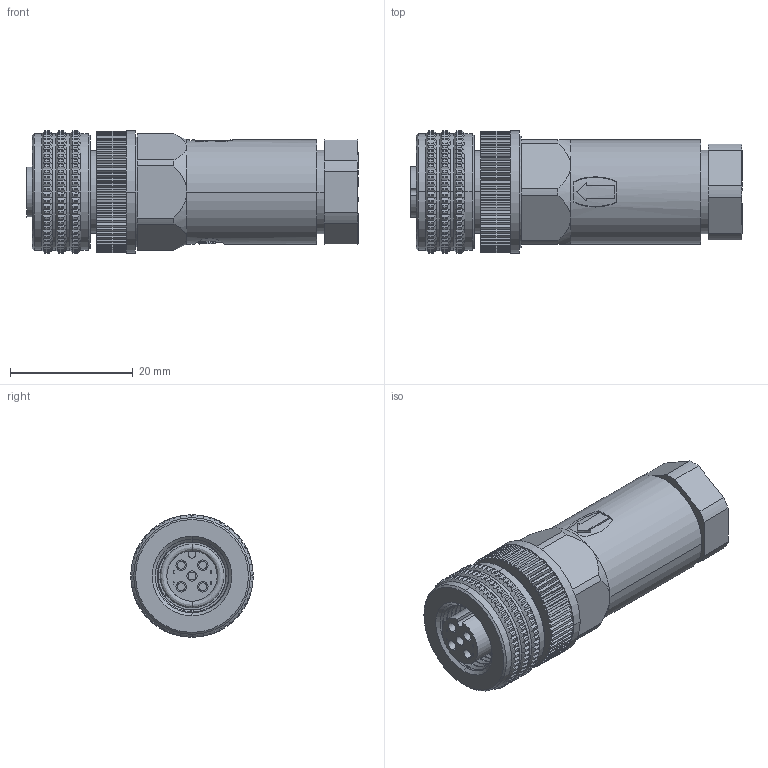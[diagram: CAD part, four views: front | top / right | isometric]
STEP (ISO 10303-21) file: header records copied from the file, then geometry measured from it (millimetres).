
FILE_DESCRIPTION (( 'STEP AP203' ), '1' );
FILE_NAME ('P162-163-PG9.STEP', '2020-03-31T05:32:29', ( 'edpusr' ), ( 'Microsoft' ), 'SwSTEP 2.0', 'SolidWorks 2015', '' );
FILE_SCHEMA (( 'CONFIG_CONTROL_DESIGN' ));
Length unit declared in the file: millimetre
Products named in the file (1): P162-163-PG9
Bounding box: 54.1 x 20 x 20 mm (x, y, z)
Volume: 10839.3 mm3; surface area: 7284.7 mm2
Topology: 2 solids, 2 shells, 1153 faces, 3366 edges, 2221 vertices
Faces by surface type: plane 650, cylinder 325, bspline 118, cone 60
Entity records: 49268 total; most frequent: CARTESIAN_POINT 20434, ORIENTED_EDGE 6712, DIRECTION 5118, EDGE_CURVE 3356, VERTEX_POINT 2221, AXIS2_PLACEMENT_3D 1792, LINE 1534, VECTOR 1534
